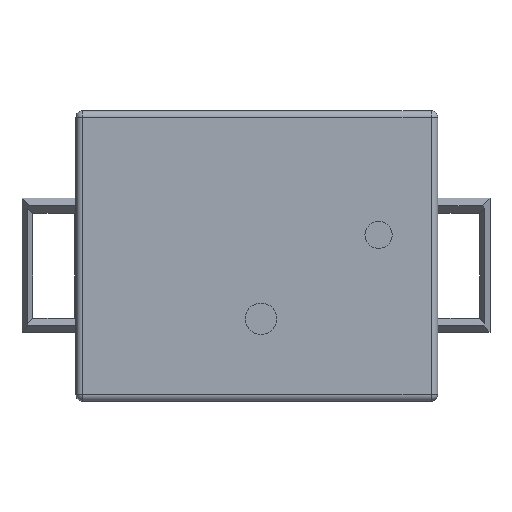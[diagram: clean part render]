
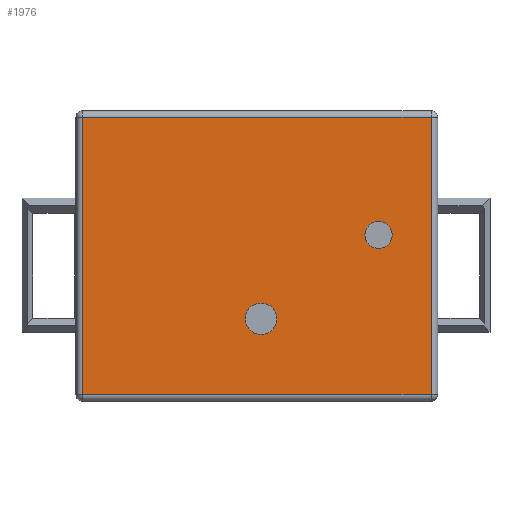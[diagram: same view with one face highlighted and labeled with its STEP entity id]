
A CAD part, top view. The second image highlights one B-rep face of the part: STEP entity #1976.
In plain terms, the highlighted planar face has unit normal (0, 0, 1).
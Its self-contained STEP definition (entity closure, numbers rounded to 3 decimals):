
#55=FACE_BOUND('',#314,.T.);
#56=FACE_BOUND('',#315,.T.);
#88=PLANE('',#2165);
#182=FACE_OUTER_BOUND('',#313,.T.);
#313=EDGE_LOOP('',(#1520,#1521,#1522,#1523));
#314=EDGE_LOOP('',(#1524));
#315=EDGE_LOOP('',(#1525));
#454=LINE('',#3108,#649);
#456=LINE('',#3111,#651);
#457=LINE('',#3113,#652);
#460=LINE('',#3118,#655);
#649=VECTOR('',#2508,10.);
#651=VECTOR('',#2512,10.);
#652=VECTOR('',#2515,10.);
#655=VECTOR('',#2522,10.);
#791=CIRCLE('',#2081,3.75);
#800=CIRCLE('',#2094,3.25);
#871=VERTEX_POINT('',#2912);
#894=VERTEX_POINT('',#2965);
#928=VERTEX_POINT('',#3087);
#929=VERTEX_POINT('',#3091);
#931=VERTEX_POINT('',#3096);
#934=VERTEX_POINT('',#3104);
#1049=EDGE_CURVE('',#871,#871,#791,.T.);
#1076=EDGE_CURVE('',#894,#894,#800,.T.);
#1142=EDGE_CURVE('',#931,#928,#454,.T.);
#1144=EDGE_CURVE('',#928,#929,#456,.T.);
#1145=EDGE_CURVE('',#929,#934,#457,.T.);
#1148=EDGE_CURVE('',#934,#931,#460,.T.);
#1520=ORIENTED_EDGE('',*,*,#1142,.T.);
#1521=ORIENTED_EDGE('',*,*,#1144,.T.);
#1522=ORIENTED_EDGE('',*,*,#1145,.T.);
#1523=ORIENTED_EDGE('',*,*,#1148,.T.);
#1524=ORIENTED_EDGE('',*,*,#1049,.T.);
#1525=ORIENTED_EDGE('',*,*,#1076,.T.);
#1976=ADVANCED_FACE('',(#182,#55,#56),#88,.T.);
#2081=AXIS2_PLACEMENT_3D('',#2913,#2297,#2298);
#2094=AXIS2_PLACEMENT_3D('',#2967,#2341,#2342);
#2165=AXIS2_PLACEMENT_3D('',#3122,#2527,#2528);
#2297=DIRECTION('center_axis',(0.,0.,-1.));
#2298=DIRECTION('ref_axis',(1.,0.,0.));
#2341=DIRECTION('center_axis',(0.,0.,-1.));
#2342=DIRECTION('ref_axis',(-1.,0.,0.));
#2508=DIRECTION('',(0.,-1.,0.));
#2512=DIRECTION('',(1.,0.,0.));
#2515=DIRECTION('',(0.,1.,0.));
#2522=DIRECTION('',(-1.,0.,0.));
#2527=DIRECTION('center_axis',(0.,0.,1.));
#2528=DIRECTION('ref_axis',(1.,0.,0.));
#2912=CARTESIAN_POINT('',(37.75,17.,41.6));
#2913=CARTESIAN_POINT('Origin',(41.5,17.,41.6));
#2965=CARTESIAN_POINT('',(72.75,37.,41.6));
#2967=CARTESIAN_POINT('Origin',(69.5,37.,41.6));
#3087=CARTESIAN_POINT('',(-1.,-1.,41.6));
#3091=CARTESIAN_POINT('',(82.,-1.,41.6));
#3096=CARTESIAN_POINT('',(-1.,65.,41.6));
#3104=CARTESIAN_POINT('',(82.,65.,41.6));
#3108=CARTESIAN_POINT('',(-1.,65.,41.6));
#3111=CARTESIAN_POINT('',(-1.,-1.,41.6));
#3113=CARTESIAN_POINT('',(82.,-1.,41.6));
#3118=CARTESIAN_POINT('',(82.,65.,41.6));
#3122=CARTESIAN_POINT('Origin',(40.5,32.,41.6));
